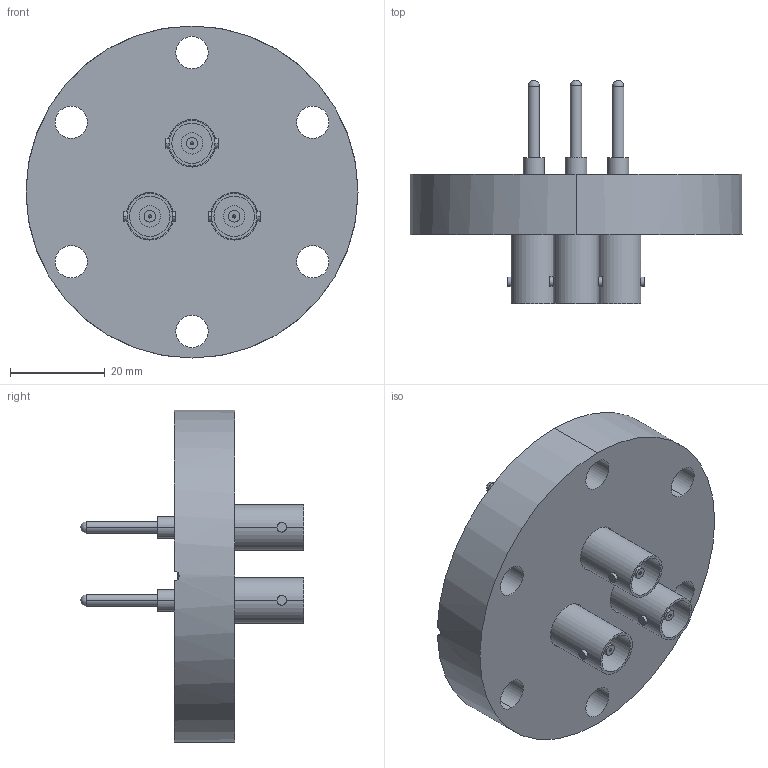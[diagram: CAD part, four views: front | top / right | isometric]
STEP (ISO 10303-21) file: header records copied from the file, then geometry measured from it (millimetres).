
FILE_DESCRIPTION (( 'STEP AP214' ), '1' );
FILE_NAME ('242-MHV50-C40-3.step', '2025-02-18T20:47:50', ( '' ), ( '' ), 'SwSTEP 2.0', 'SolidWorks 2022', '' );
FILE_SCHEMA (( 'AUTOMOTIVE_DESIGN' ));
Length unit declared in the file: millimetre
Products named in the file (3): 242-MHV50-C40-3; 242-MHV50; 9411-C40-9.6-3_411-CB40
Assembly tree (4 placements, depth 2):
  242-MHV50-C40-3
    9411-C40-9.6-3_411-CB40
    242-MHV50  x3
Bounding box: 69.9 x 46.99 x 69.9 mm (x, y, z)
Volume: 44672 mm3; surface area: 18147.1 mm2
Topology: 7 solids, 7 shells, 140 faces, 311 edges, 197 vertices
Faces by surface type: cylinder 93, plane 34, cone 10, sphere 3
Entity records: 2400 total; most frequent: CARTESIAN_POINT 487, DIRECTION 421, ORIENTED_EDGE 334, AXIS2_PLACEMENT_3D 181, EDGE_CURVE 167, VERTEX_POINT 109, EDGE_LOOP 102, CIRCLE 100
